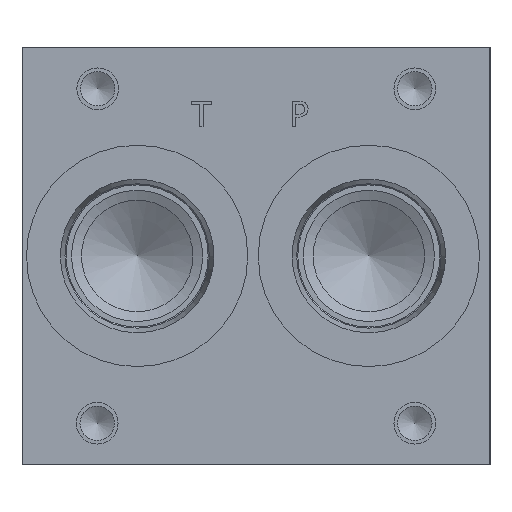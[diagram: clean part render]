
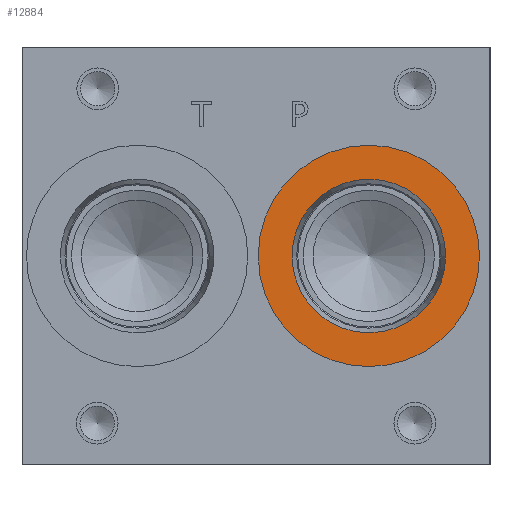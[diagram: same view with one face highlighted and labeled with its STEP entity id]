
A CAD part, left-side view. The second image highlights one B-rep face of the part: STEP entity #12884.
In plain terms, the highlighted planar face has unit normal (-1, 0, 0).
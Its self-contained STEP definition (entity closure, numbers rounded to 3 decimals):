
#307=CIRCLE('',#13545,21.019);
#308=CIRCLE('',#13546,21.019);
#309=CIRCLE('',#13548,14.592);
#310=CIRCLE('',#13549,14.592);
#576=FACE_BOUND('',#2415,.T.);
#1669=FACE_OUTER_BOUND('',#2414,.T.);
#2414=EDGE_LOOP('',(#10884,#10885));
#2415=EDGE_LOOP('',(#10886,#10887));
#5879=VERTEX_POINT('',#21948);
#5880=VERTEX_POINT('',#21950);
#5881=VERTEX_POINT('',#21954);
#5882=VERTEX_POINT('',#21955);
#7612=EDGE_CURVE('',#5879,#5880,#307,.T.);
#7613=EDGE_CURVE('',#5880,#5879,#308,.T.);
#7614=EDGE_CURVE('',#5881,#5882,#309,.T.);
#7615=EDGE_CURVE('',#5882,#5881,#310,.T.);
#10884=ORIENTED_EDGE('',*,*,#7613,.F.);
#10885=ORIENTED_EDGE('',*,*,#7612,.F.);
#10886=ORIENTED_EDGE('',*,*,#7614,.T.);
#10887=ORIENTED_EDGE('',*,*,#7615,.T.);
#11842=PLANE('',#13547);
#12884=ADVANCED_FACE('',(#1669,#576),#11842,.F.);
#13545=AXIS2_PLACEMENT_3D('',#21951,#15950,#15951);
#13546=AXIS2_PLACEMENT_3D('',#21952,#15952,#15953);
#13547=AXIS2_PLACEMENT_3D('',#21953,#15954,#15955);
#13548=AXIS2_PLACEMENT_3D('',#21956,#15956,#15957);
#13549=AXIS2_PLACEMENT_3D('',#21957,#15958,#15959);
#15950=DIRECTION('center_axis',(1.,0.,0.));
#15951=DIRECTION('ref_axis',(0.,0.,-1.));
#15952=DIRECTION('center_axis',(1.,0.,0.));
#15953=DIRECTION('ref_axis',(0.,0.,-1.));
#15954=DIRECTION('center_axis',(1.,0.,0.));
#15955=DIRECTION('ref_axis',(0.,0.,-1.));
#15956=DIRECTION('center_axis',(1.,0.,0.));
#15957=DIRECTION('ref_axis',(0.,0.,-1.));
#15958=DIRECTION('center_axis',(1.,0.,0.));
#15959=DIRECTION('ref_axis',(0.,0.,-1.));
#21948=CARTESIAN_POINT('',(0.787,23.012,18.682));
#21950=CARTESIAN_POINT('',(0.787,23.012,60.719));
#21951=CARTESIAN_POINT('Origin',(0.787,23.012,39.7));
#21952=CARTESIAN_POINT('Origin',(0.787,23.012,39.7));
#21953=CARTESIAN_POINT('Origin',(0.787,23.012,54.293));
#21954=CARTESIAN_POINT('',(0.787,23.012,54.293));
#21955=CARTESIAN_POINT('',(0.787,23.012,25.108));
#21956=CARTESIAN_POINT('Origin',(0.787,23.012,39.7));
#21957=CARTESIAN_POINT('Origin',(0.787,23.012,39.7));
